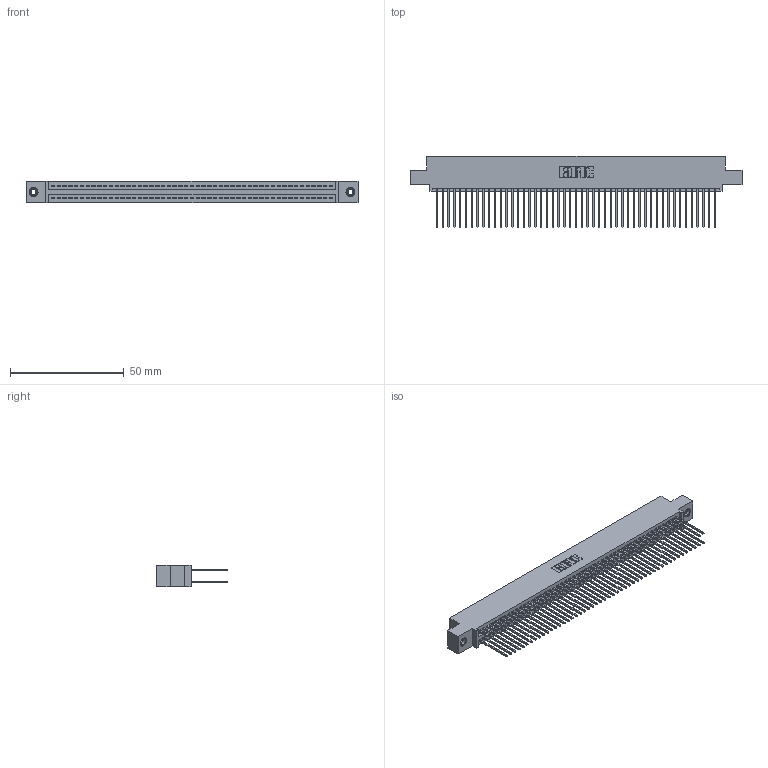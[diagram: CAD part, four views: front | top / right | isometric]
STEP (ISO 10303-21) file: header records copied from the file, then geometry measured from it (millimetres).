
FILE_DESCRIPTION (( 'STEP AP203' ), '1' );
FILE_NAME ('395-098-542-508.STEP', '2018-11-29T20:55:59', ( '' ), ( '' ), 'SwSTEP 2.0', 'SolidWorks 2016', '' );
FILE_SCHEMA (( 'CONFIG_CONTROL_DESIGN' ));
Length unit declared in the file: inch
Products named in the file (4): 395-098-542-508; 345-292-001_345-293-142; 345 Part_0.110 Offset - 0.156 Dia-TI; 345-250-001_345-250-003-102
Assembly tree (101 placements, depth 2):
  395-098-542-508
    345 Part_0.110 Offset - 0.156 Dia-TI
    345-292-001_345-293-142  x98
    345-250-001_345-250-003-102  x2
Bounding box: 145.67 x 31.29 x 9.4 mm (x, y, z)
Volume: 14592.4 mm3; surface area: 23946.7 mm2
Topology: 101 solids, 101 shells, 5090 faces, 15091 edges, 9922 vertices
Faces by surface type: plane 3350, cylinder 1724, cone 12, torus 4
Entity records: 38840 total; most frequent: CARTESIAN_POINT 6487, ORIENTED_EDGE 6414, DIRECTION 5737, EDGE_CURVE 3207, LINE 2859, VECTOR 2859, VERTEX_POINT 2132, AXIS2_PLACEMENT_3D 1439
